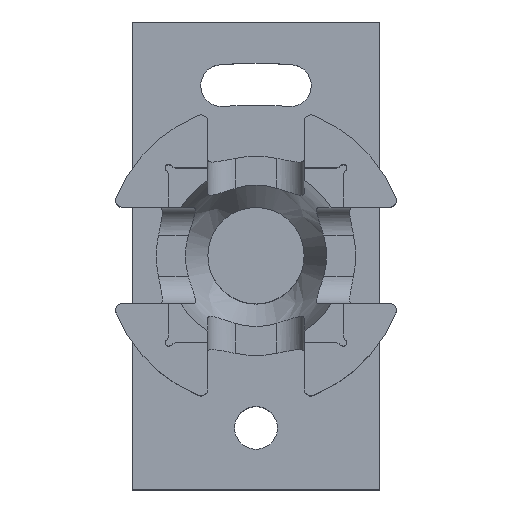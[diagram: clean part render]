
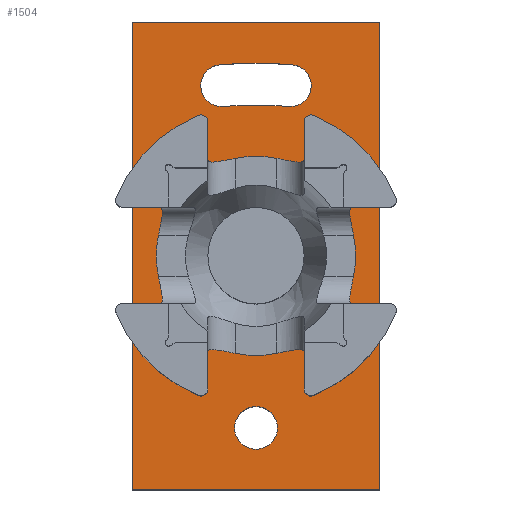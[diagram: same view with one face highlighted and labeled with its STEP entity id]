
A CAD part, top view. The second image highlights one B-rep face of the part: STEP entity #1504.
In plain terms, the highlighted planar face has unit normal (0, 0, 1).
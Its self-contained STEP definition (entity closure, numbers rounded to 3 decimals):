
#15=FACE_BOUND('',#268,.T.);
#16=FACE_BOUND('',#269,.T.);
#17=FACE_BOUND('',#270,.T.);
#109=PLANE('',#1675);
#188=FACE_OUTER_BOUND('',#267,.T.);
#267=EDGE_LOOP('',(#1370,#1371,#1372,#1373));
#268=EDGE_LOOP('',(#1374));
#269=EDGE_LOOP('',(#1375,#1376,#1377,#1378));
#270=EDGE_LOOP('',(#1379));
#370=LINE('',#2972,#476);
#373=LINE('',#2978,#479);
#376=LINE('',#2984,#482);
#379=LINE('',#2988,#485);
#476=VECTOR('',#2061,10.);
#479=VECTOR('',#2066,10.);
#482=VECTOR('',#2071,10.);
#485=VECTOR('',#2076,10.);
#542=CIRCLE('',#1643,5.758);
#547=CIRCLE('',#1657,1.55);
#550=CIRCLE('',#1661,1.52);
#552=CIRCLE('',#1664,26.52);
#554=CIRCLE('',#1667,1.52);
#556=CIRCLE('',#1670,23.48);
#687=VERTEX_POINT('',#2867);
#690=VERTEX_POINT('',#2936);
#694=VERTEX_POINT('',#2945);
#695=VERTEX_POINT('',#2947);
#697=VERTEX_POINT('',#2953);
#699=VERTEX_POINT('',#2959);
#702=VERTEX_POINT('',#2969);
#703=VERTEX_POINT('',#2971);
#705=VERTEX_POINT('',#2977);
#707=VERTEX_POINT('',#2983);
#898=EDGE_CURVE('',#687,#687,#542,.T.);
#908=EDGE_CURVE('',#690,#690,#547,.T.);
#913=EDGE_CURVE('',#695,#694,#550,.T.);
#916=EDGE_CURVE('',#697,#695,#552,.T.);
#919=EDGE_CURVE('',#699,#697,#554,.T.);
#922=EDGE_CURVE('',#694,#699,#556,.T.);
#925=EDGE_CURVE('',#703,#702,#370,.T.);
#928=EDGE_CURVE('',#705,#703,#373,.T.);
#931=EDGE_CURVE('',#707,#705,#376,.T.);
#934=EDGE_CURVE('',#702,#707,#379,.T.);
#1370=ORIENTED_EDGE('',*,*,#934,.T.);
#1371=ORIENTED_EDGE('',*,*,#931,.T.);
#1372=ORIENTED_EDGE('',*,*,#928,.T.);
#1373=ORIENTED_EDGE('',*,*,#925,.T.);
#1374=ORIENTED_EDGE('',*,*,#898,.T.);
#1375=ORIENTED_EDGE('',*,*,#922,.T.);
#1376=ORIENTED_EDGE('',*,*,#919,.T.);
#1377=ORIENTED_EDGE('',*,*,#916,.T.);
#1378=ORIENTED_EDGE('',*,*,#913,.T.);
#1379=ORIENTED_EDGE('',*,*,#908,.T.);
#1504=ADVANCED_FACE('',(#188,#15,#16,#17),#109,.T.);
#1643=AXIS2_PLACEMENT_3D('',#2871,#1995,#1996);
#1657=AXIS2_PLACEMENT_3D('',#2937,#2024,#2025);
#1661=AXIS2_PLACEMENT_3D('',#2948,#2034,#2035);
#1664=AXIS2_PLACEMENT_3D('',#2954,#2041,#2042);
#1667=AXIS2_PLACEMENT_3D('',#2960,#2048,#2049);
#1670=AXIS2_PLACEMENT_3D('',#2964,#2055,#2056);
#1675=AXIS2_PLACEMENT_3D('',#2989,#2077,#2078);
#1995=DIRECTION('center_axis',(0.,0.,-1.));
#1996=DIRECTION('ref_axis',(1.,0.,0.));
#2024=DIRECTION('center_axis',(0.,0.,-1.));
#2025=DIRECTION('ref_axis',(-1.,0.,0.));
#2034=DIRECTION('center_axis',(0.,0.,-1.));
#2035=DIRECTION('ref_axis',(0.1,0.995,0.));
#2041=DIRECTION('center_axis',(0.,0.,-1.));
#2042=DIRECTION('ref_axis',(-0.1,-0.995,0.));
#2048=DIRECTION('center_axis',(0.,0.,-1.));
#2049=DIRECTION('ref_axis',(0.1,-0.995,0.));
#2055=DIRECTION('center_axis',(0.,0.,1.));
#2056=DIRECTION('ref_axis',(0.1,0.995,0.));
#2061=DIRECTION('',(1.,0.,0.));
#2066=DIRECTION('',(0.,-1.,0.));
#2071=DIRECTION('',(-1.,0.,0.));
#2076=DIRECTION('',(0.,1.,0.));
#2077=DIRECTION('center_axis',(0.,0.,1.));
#2078=DIRECTION('ref_axis',(1.,0.,0.));
#2867=CARTESIAN_POINT('',(-5.758,0.,5.));
#2871=CARTESIAN_POINT('Origin',(0.,0.,5.));
#2936=CARTESIAN_POINT('',(1.55,-12.5,5.));
#2937=CARTESIAN_POINT('Origin',(0.,-12.5,5.));
#2945=CARTESIAN_POINT('',(2.348,10.862,5.));
#2947=CARTESIAN_POINT('',(2.652,13.887,5.));
#2948=CARTESIAN_POINT('Origin',(2.5,12.375,5.));
#2953=CARTESIAN_POINT('',(-2.652,13.887,5.));
#2954=CARTESIAN_POINT('Origin',(0.,-12.5,5.));
#2959=CARTESIAN_POINT('',(-2.348,10.862,5.));
#2960=CARTESIAN_POINT('Origin',(-2.5,12.375,5.));
#2964=CARTESIAN_POINT('Origin',(0.,-12.5,5.));
#2969=CARTESIAN_POINT('',(9.,-17.,5.));
#2971=CARTESIAN_POINT('',(-9.,-17.,5.));
#2972=CARTESIAN_POINT('',(-9.,-17.,5.));
#2977=CARTESIAN_POINT('',(-9.,17.,5.));
#2978=CARTESIAN_POINT('',(-9.,17.,5.));
#2983=CARTESIAN_POINT('',(9.,17.,5.));
#2984=CARTESIAN_POINT('',(9.,17.,5.));
#2988=CARTESIAN_POINT('',(9.,-17.,5.));
#2989=CARTESIAN_POINT('Origin',(0.,0.,5.));
